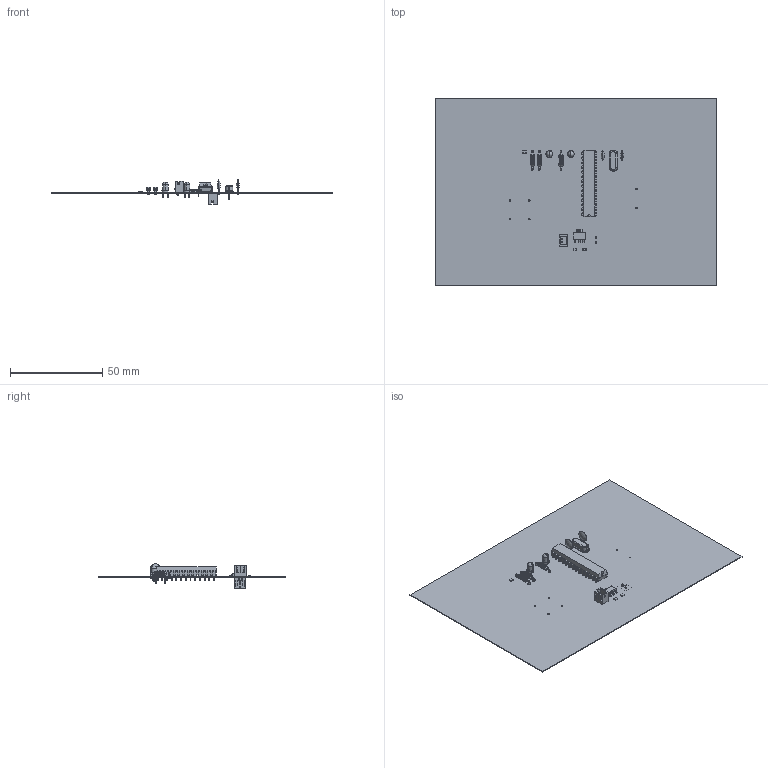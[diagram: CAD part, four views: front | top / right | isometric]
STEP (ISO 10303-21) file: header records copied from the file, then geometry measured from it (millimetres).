
FILE_DESCRIPTION(('Open CASCADE Model'),'2;1');
FILE_NAME('Open CASCADE Shape Model','2015-03-08T15:58:25',('Author'),( 'Open CASCADE'),'Open CASCADE STEP processor 6.5','Open CASCADE 6.5' ,'Unknown');
FILE_SCHEMA(('AUTOMOTIVE_DESIGN { 1 0 10303 214 1 1 1 1 }'));
Length unit declared in the file: millimetre
Products named in the file (25): PCB; Board; X1; SW3dPS-HP49US; R3; SW3dPS-AXIAL_RESISTOR(0.25W); R2; R1; OUPUT; User_Library-PCB_HEADER_(JST_BxB-PH-K-S_(VERTICAL)); LM1117-5V; SW3dPS-Regulator; LED2; SW3DPS-LED_DIP_3MM-DEFAULT; LED1; IC1; SW3dPS-DIP28-300; C5; SW3dPS-smt_resistor_packages; C4; C3; C2; SW3dPS-Cap_100n; C1; 7-12V
Assembly tree (31 placements, depth 3):
  PCB
    Board
    X1
      SW3dPS-HP49US
    R3
      SW3dPS-AXIAL_RESISTOR(0.25W)
    R2
      SW3dPS-AXIAL_RESISTOR(0.25W)
    R1
      SW3dPS-AXIAL_RESISTOR(0.25W)
    OUPUT
      User_Library-PCB_HEADER_(JST_BxB-PH-K-S_(VERTICAL))
    LM1117-5V
      SW3dPS-Regulator
    LED2
      SW3DPS-LED_DIP_3MM-DEFAULT
    LED1
      SW3DPS-LED_DIP_3MM-DEFAULT
    IC1
      SW3dPS-DIP28-300
    C5
      SW3dPS-smt_resistor_packages
    C4
      SW3dPS-smt_resistor_packages
    C3
      SW3dPS-smt_resistor_packages
    C2
      SW3dPS-Cap_100n
    C1
      SW3dPS-Cap_100n
    7-12V
      User_Library-PCB_HEADER_(JST_BxB-PH-K-S_(VERTICAL))
Bounding box: 152.4 x 101.6 x 13.13 mm (x, y, z)
Volume: 7965.9 mm3; surface area: 33754.7 mm2
Topology: 19 solids, 24 shells, 1088 faces, 2799 edges, 1770 vertices
Faces by surface type: plane 724, cylinder 258, bspline 38, revolution 36, torus 16, sphere 8, cone 8
Full cylindrical faces by diameter (mm): 0.787 x44, 0.813 x4, 0.864 x6
Entity records: 62678 total; most frequent: CARTESIAN_POINT 18074, DIRECTION 7569, LINE 4945, VECTOR 4945, ORIENTED_EDGE 4366, PCURVE 4366, DEFINITIONAL_REPRESENTATION 4366, EDGE_CURVE 2191
